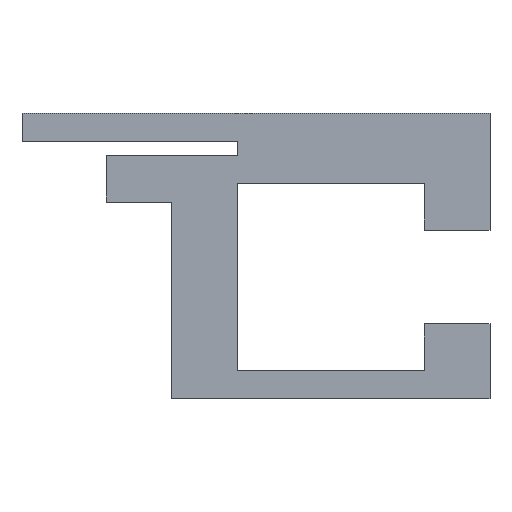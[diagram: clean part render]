
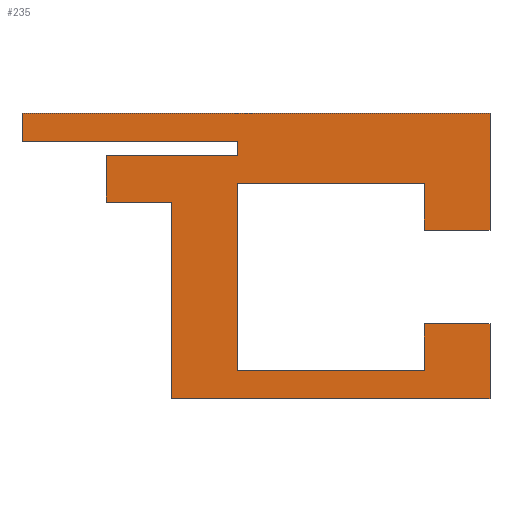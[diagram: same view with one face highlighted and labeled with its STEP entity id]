
A CAD part, top view. The second image highlights one B-rep face of the part: STEP entity #235.
In plain terms, the highlighted planar face has unit normal (0, 0, 1).
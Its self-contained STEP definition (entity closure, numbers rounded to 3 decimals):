
#24 = VERTEX_POINT('',#25);
#25 = CARTESIAN_POINT('',(0.,0.,10.));
#31 = EDGE_CURVE('',#24,#32,#34,.T.);
#32 = VERTEX_POINT('',#33);
#33 = CARTESIAN_POINT('',(34.,0.,10.));
#34 = LINE('',#35,#36);
#35 = CARTESIAN_POINT('',(0.,0.,10.));
#36 = VECTOR('',#37,1.);
#37 = DIRECTION('',(1.,0.,0.));
#75 = VERTEX_POINT('',#76);
#76 = CARTESIAN_POINT('',(0.,21.,10.));
#82 = EDGE_CURVE('',#75,#24,#83,.T.);
#83 = LINE('',#84,#85);
#84 = CARTESIAN_POINT('',(0.,21.,10.));
#85 = VECTOR('',#86,1.);
#86 = DIRECTION('',(0.,-1.,0.));
#235 = ADVANCED_FACE('',(#236),#366,.T.);
#236 = FACE_BOUND('',#237,.T.);
#237 = EDGE_LOOP('',(#238,#239,#247,#255,#263,#271,#279,#287,#295,#303,
    #311,#319,#327,#335,#343,#351,#359,#365));
#238 = ORIENTED_EDGE('',*,*,#31,.T.);
#239 = ORIENTED_EDGE('',*,*,#240,.T.);
#240 = EDGE_CURVE('',#32,#241,#243,.T.);
#241 = VERTEX_POINT('',#242);
#242 = CARTESIAN_POINT('',(34.,8.,10.));
#243 = LINE('',#244,#245);
#244 = CARTESIAN_POINT('',(34.,0.,10.));
#245 = VECTOR('',#246,1.);
#246 = DIRECTION('',(0.,1.,0.));
#247 = ORIENTED_EDGE('',*,*,#248,.T.);
#248 = EDGE_CURVE('',#241,#249,#251,.T.);
#249 = VERTEX_POINT('',#250);
#250 = CARTESIAN_POINT('',(27.,8.,10.));
#251 = LINE('',#252,#253);
#252 = CARTESIAN_POINT('',(34.,8.,10.));
#253 = VECTOR('',#254,1.);
#254 = DIRECTION('',(-1.,0.,0.));
#255 = ORIENTED_EDGE('',*,*,#256,.T.);
#256 = EDGE_CURVE('',#249,#257,#259,.T.);
#257 = VERTEX_POINT('',#258);
#258 = CARTESIAN_POINT('',(27.,3.,10.));
#259 = LINE('',#260,#261);
#260 = CARTESIAN_POINT('',(27.,8.,10.));
#261 = VECTOR('',#262,1.);
#262 = DIRECTION('',(0.,-1.,0.));
#263 = ORIENTED_EDGE('',*,*,#264,.T.);
#264 = EDGE_CURVE('',#257,#265,#267,.T.);
#265 = VERTEX_POINT('',#266);
#266 = CARTESIAN_POINT('',(7.,3.,10.));
#267 = LINE('',#268,#269);
#268 = CARTESIAN_POINT('',(27.,3.,10.));
#269 = VECTOR('',#270,1.);
#270 = DIRECTION('',(-1.,0.,0.));
#271 = ORIENTED_EDGE('',*,*,#272,.T.);
#272 = EDGE_CURVE('',#265,#273,#275,.T.);
#273 = VERTEX_POINT('',#274);
#274 = CARTESIAN_POINT('',(7.,23.,10.));
#275 = LINE('',#276,#277);
#276 = CARTESIAN_POINT('',(7.,3.,10.));
#277 = VECTOR('',#278,1.);
#278 = DIRECTION('',(0.,1.,0.));
#279 = ORIENTED_EDGE('',*,*,#280,.T.);
#280 = EDGE_CURVE('',#273,#281,#283,.T.);
#281 = VERTEX_POINT('',#282);
#282 = CARTESIAN_POINT('',(27.,23.,10.));
#283 = LINE('',#284,#285);
#284 = CARTESIAN_POINT('',(7.,23.,10.));
#285 = VECTOR('',#286,1.);
#286 = DIRECTION('',(1.,0.,0.));
#287 = ORIENTED_EDGE('',*,*,#288,.T.);
#288 = EDGE_CURVE('',#281,#289,#291,.T.);
#289 = VERTEX_POINT('',#290);
#290 = CARTESIAN_POINT('',(27.,18.,10.));
#291 = LINE('',#292,#293);
#292 = CARTESIAN_POINT('',(27.,23.,10.));
#293 = VECTOR('',#294,1.);
#294 = DIRECTION('',(0.,-1.,0.));
#295 = ORIENTED_EDGE('',*,*,#296,.T.);
#296 = EDGE_CURVE('',#289,#297,#299,.T.);
#297 = VERTEX_POINT('',#298);
#298 = CARTESIAN_POINT('',(34.,18.,10.));
#299 = LINE('',#300,#301);
#300 = CARTESIAN_POINT('',(27.,18.,10.));
#301 = VECTOR('',#302,1.);
#302 = DIRECTION('',(1.,0.,0.));
#303 = ORIENTED_EDGE('',*,*,#304,.T.);
#304 = EDGE_CURVE('',#297,#305,#307,.T.);
#305 = VERTEX_POINT('',#306);
#306 = CARTESIAN_POINT('',(34.,30.5,10.));
#307 = LINE('',#308,#309);
#308 = CARTESIAN_POINT('',(34.,18.,10.));
#309 = VECTOR('',#310,1.);
#310 = DIRECTION('',(0.,1.,0.));
#311 = ORIENTED_EDGE('',*,*,#312,.T.);
#312 = EDGE_CURVE('',#305,#313,#315,.T.);
#313 = VERTEX_POINT('',#314);
#314 = CARTESIAN_POINT('',(-16.,30.5,10.));
#315 = LINE('',#316,#317);
#316 = CARTESIAN_POINT('',(34.,30.5,10.));
#317 = VECTOR('',#318,1.);
#318 = DIRECTION('',(-1.,0.,0.));
#319 = ORIENTED_EDGE('',*,*,#320,.T.);
#320 = EDGE_CURVE('',#313,#321,#323,.T.);
#321 = VERTEX_POINT('',#322);
#322 = CARTESIAN_POINT('',(-16.,27.5,10.));
#323 = LINE('',#324,#325);
#324 = CARTESIAN_POINT('',(-16.,30.5,10.));
#325 = VECTOR('',#326,1.);
#326 = DIRECTION('',(0.,-1.,0.));
#327 = ORIENTED_EDGE('',*,*,#328,.T.);
#328 = EDGE_CURVE('',#321,#329,#331,.T.);
#329 = VERTEX_POINT('',#330);
#330 = CARTESIAN_POINT('',(7.,27.5,10.));
#331 = LINE('',#332,#333);
#332 = CARTESIAN_POINT('',(-16.,27.5,10.));
#333 = VECTOR('',#334,1.);
#334 = DIRECTION('',(1.,0.,0.));
#335 = ORIENTED_EDGE('',*,*,#336,.T.);
#336 = EDGE_CURVE('',#329,#337,#339,.T.);
#337 = VERTEX_POINT('',#338);
#338 = CARTESIAN_POINT('',(7.,26.,10.));
#339 = LINE('',#340,#341);
#340 = CARTESIAN_POINT('',(7.,27.5,10.));
#341 = VECTOR('',#342,1.);
#342 = DIRECTION('',(0.,-1.,0.));
#343 = ORIENTED_EDGE('',*,*,#344,.T.);
#344 = EDGE_CURVE('',#337,#345,#347,.T.);
#345 = VERTEX_POINT('',#346);
#346 = CARTESIAN_POINT('',(-7.,26.,10.));
#347 = LINE('',#348,#349);
#348 = CARTESIAN_POINT('',(7.,26.,10.));
#349 = VECTOR('',#350,1.);
#350 = DIRECTION('',(-1.,0.,0.));
#351 = ORIENTED_EDGE('',*,*,#352,.T.);
#352 = EDGE_CURVE('',#345,#353,#355,.T.);
#353 = VERTEX_POINT('',#354);
#354 = CARTESIAN_POINT('',(-7.,21.,10.));
#355 = LINE('',#356,#357);
#356 = CARTESIAN_POINT('',(-7.,26.,10.));
#357 = VECTOR('',#358,1.);
#358 = DIRECTION('',(0.,-1.,0.));
#359 = ORIENTED_EDGE('',*,*,#360,.T.);
#360 = EDGE_CURVE('',#353,#75,#361,.T.);
#361 = LINE('',#362,#363);
#362 = CARTESIAN_POINT('',(-7.,21.,10.));
#363 = VECTOR('',#364,1.);
#364 = DIRECTION('',(1.,0.,0.));
#365 = ORIENTED_EDGE('',*,*,#82,.T.);
#366 = PLANE('',#367);
#367 = AXIS2_PLACEMENT_3D('',#368,#369,#370);
#368 = CARTESIAN_POINT('',(11.565,17.341,10.));
#369 = DIRECTION('',(0.,0.,1.));
#370 = DIRECTION('',(1.,0.,0.));
